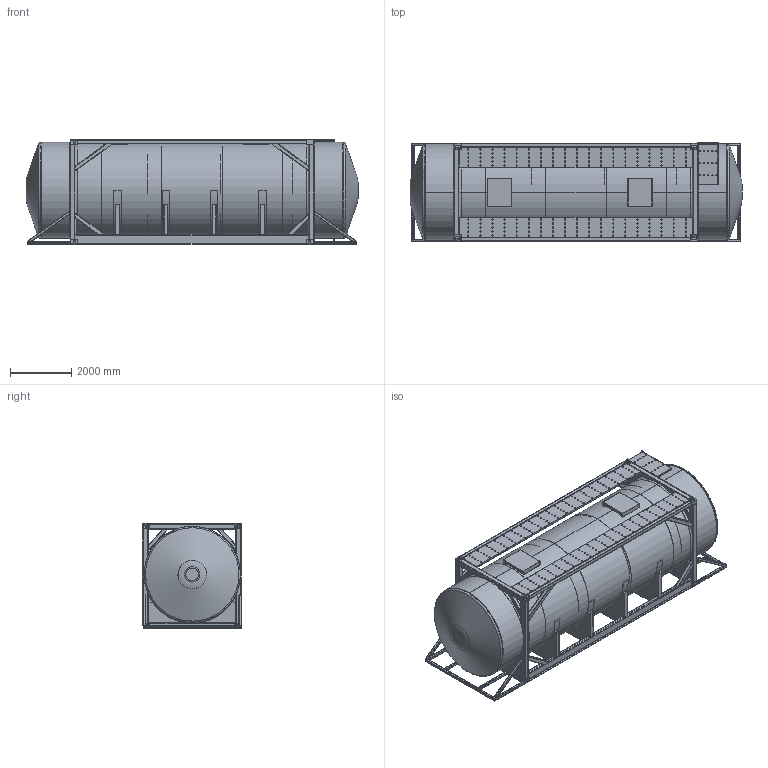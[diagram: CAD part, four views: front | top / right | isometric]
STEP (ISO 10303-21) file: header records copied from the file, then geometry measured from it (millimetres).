
FILE_DESCRIPTION(('FreeCAD Model'),'2;1');
FILE_NAME('Open CASCADE Shape Model','2025-05-03T13:02:59',('FreeCAD'),( 'FreeCAD'),'Open CASCADE STEP processor 7.6','FreeCAD','Unknown');
FILE_SCHEMA(('AUTOMOTIVE_DESIGN { 1 0 10303 214 1 1 1 1 }'));
Products named in the file (1): Open CASCADE STEP translator 7.6 1
Bounding box: 10822.04 x 3219.9 x 3409.84 mm (x, y, z)
Volume: 1436832715.9 mm3; surface area: 465497277.2 mm2
Topology: 108 solids, 108 shells, 2073 faces, 5171 edges, 3322 vertices
Faces by surface type: bspline 2073
Entity records: 62386 total; most frequent: CARTESIAN_POINT 31452, ORIENTED_EDGE 10342, EDGE_CURVE 5171, B_SPLINE_CURVE_WITH_KNOTS 3381, VERTEX_POINT 3322, FACE_BOUND 2619, EDGE_LOOP 2619, ADVANCED_FACE 2073
